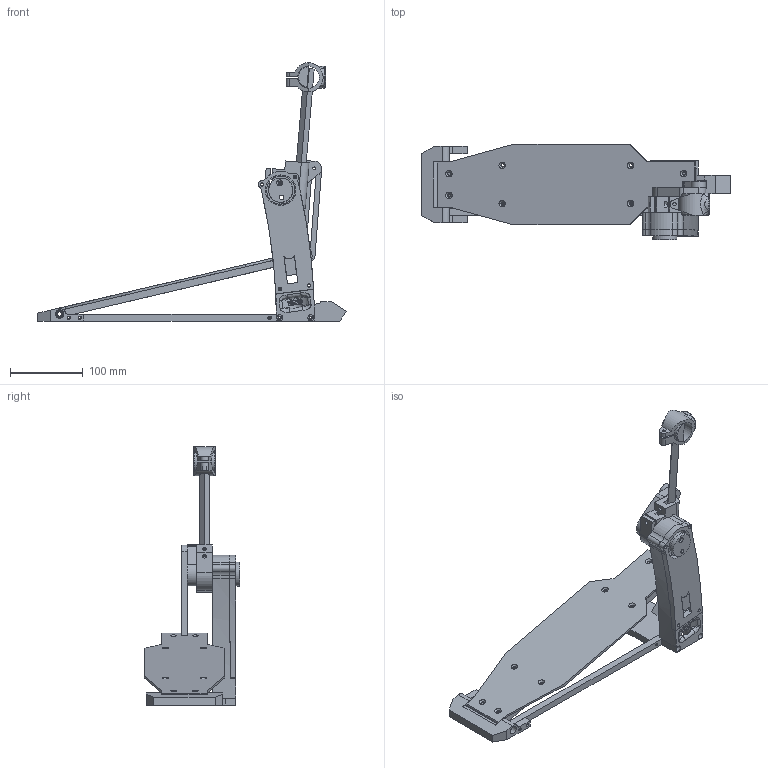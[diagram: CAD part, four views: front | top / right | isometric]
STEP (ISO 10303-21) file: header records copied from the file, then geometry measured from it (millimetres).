
FILE_DESCRIPTION(/* description */ ('STEP AP214'),/* implementation_level */ '2;1');
FILE_NAME(/* name */ '60ecf80ec988934f95fa2cb0',/* time_stamp */ '2021-07-13T02:18:56+00:00',/* author */ (''),/* organization */ (''),/* preprocessor_version */ 'ST-DEVELOPER v18.1',/* originating_system */ ' ',/* authorisation */ ' ');
FILE_SCHEMA (('AUTOMOTIVE_DESIGN {1 0 10303 214 3 1 1}'));
Length unit declared in the file: metre
Products named in the file (19): Base Beater; Beater; Beater Rotate; Beater Arm; Beater Tube; Frame Cap; Frame; Knob; Spring Tensionner; Shaft Cap; Link Shaft; Spring Holder; Heel Rest; Board; Link; Link Support; Hinge Support; Board Tube; Floor Tube
Bounding box: 423.72 x 130.75 x 355 mm (x, y, z)
Volume: 659207.9 mm3; surface area: 285047.5 mm2
Topology: 19 solids, 19 shells, 1037 faces, 2578 edges, 1661 vertices
Faces by surface type: cylinder 447, plane 408, cone 147, bspline 25, torus 9, sphere 1
Full cylindrical faces by diameter (mm): 2 x1, 3.3 x23, 3.5 x4, 4 x1, 4.2 x4, 4.5 x31, 6 x11, 6.2 x2, 7.6 x1, 8 x2, 8.25 x3, 10 x3, 10.2 x2, 11.2 x2, 24 x1, 29 x2, 30 x2, 33 x2, 39 x2, 42 x2
Entity records: 31545 total; most frequent: CARTESIAN_POINT 5870, DIRECTION 5658, ORIENTED_EDGE 4822, EDGE_CURVE 2411, AXIS2_PLACEMENT_3D 2276, VERTEX_POINT 1623, FACE_BOUND 1414, EDGE_LOOP 1409
